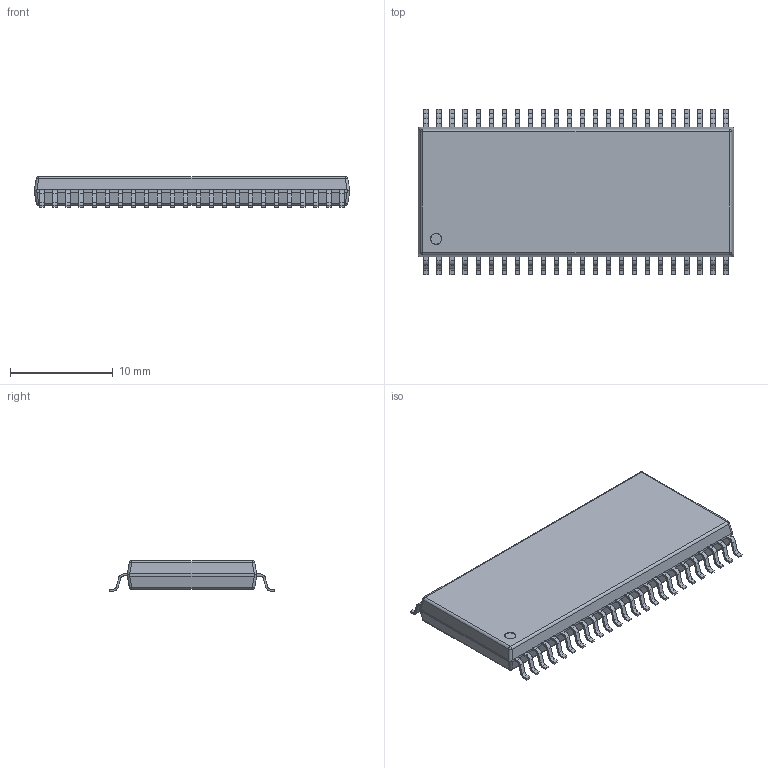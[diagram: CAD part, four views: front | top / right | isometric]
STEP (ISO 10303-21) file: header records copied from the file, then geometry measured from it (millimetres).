
FILE_DESCRIPTION(('STEP AP214'), '1');
FILE_NAME('MO-175', '2020-07-12T22:01:00', ('AF'), (''), 'UNSPECIFIED', 'UNSPECIFIED', '');
FILE_SCHEMA(('AUTOMOTIVE_DESIGN { 1 0 10303 214 3 1 1}'));
Length unit declared in the file: millimetre
Assembly tree (24 placements, depth 2):
  (unnamed)
    (unnamed)  x24
Bounding box: 30.7 x 16.08 x 3 mm (x, y, z)
Volume: 1068.3 mm3; surface area: 1158.9 mm2
Topology: 49 solids, 49 shells, 712 faces, 2015 edges, 1442 vertices
Faces by surface type: plane 495, cylinder 208, bspline 8, cone 1
Entity records: 4754 total; most frequent: CARTESIAN_POINT 809, DIRECTION 542, ORIENTED_EDGE 316, LINE 288, VECTOR 288, COMPOSITE_CURVE_SEGMENT 192, TRIMMED_CURVE 192, EDGE_CURVE 158
